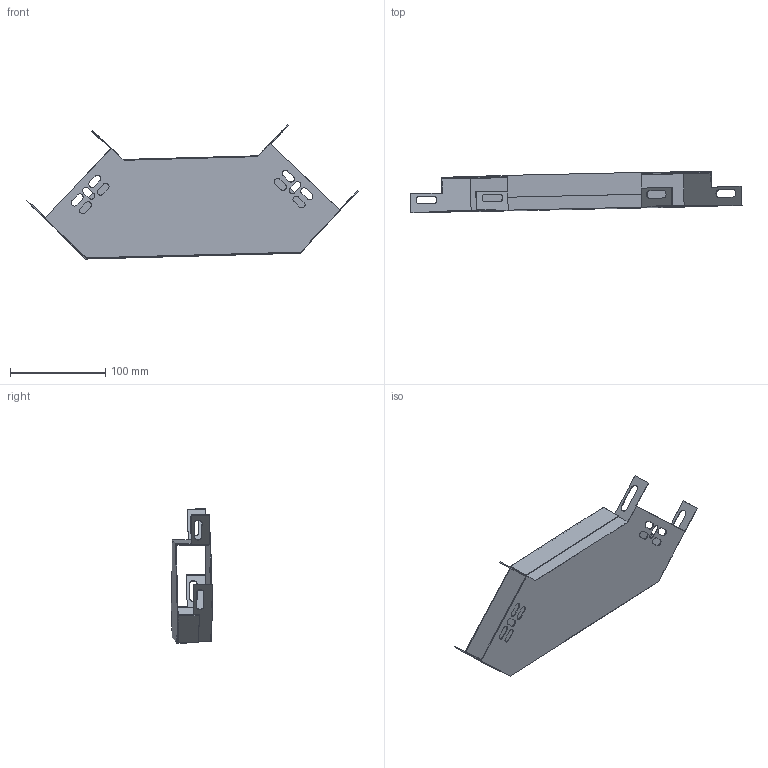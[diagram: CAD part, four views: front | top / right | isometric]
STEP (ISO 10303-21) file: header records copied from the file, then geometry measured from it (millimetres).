
FILE_DESCRIPTION (( 'STEP AP203' ), '1' );
FILE_NAME ('CLP1P-035-100-1 Ïîâîðîò íà 90 ãð. 35õ100 ìì..STEP', '2016-03-03T11:02:10', ( '' ), ( '' ), 'SwSTEP 2.0', 'SolidWorks 2014', '' );
FILE_SCHEMA (( 'CONFIG_CONTROL_DESIGN' ));
Length unit declared in the file: millimetre
Products named in the file (1): CLP1P-035-100-1 Ïîâîðîò íà 90 ãð. 35õ100 ìì.
Bounding box: 349.31 x 43.35 x 141.13 mm (x, y, z)
Volume: 61174.9 mm3; surface area: 156012.2 mm2
Topology: 2 solids, 2 shells, 106 faces, 302 edges, 200 vertices
Faces by surface type: plane 78, cylinder 28
Entity records: 3561 total; most frequent: CARTESIAN_POINT 609, ORIENTED_EDGE 604, DIRECTION 572, EDGE_CURVE 302, LINE 246, VECTOR 246, VERTEX_POINT 200, AXIS2_PLACEMENT_3D 163
